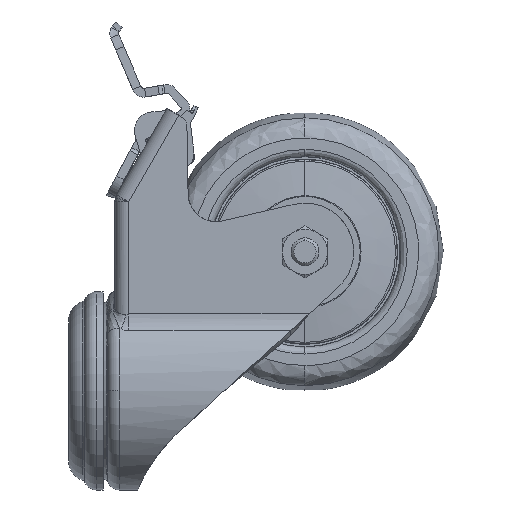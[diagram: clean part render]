
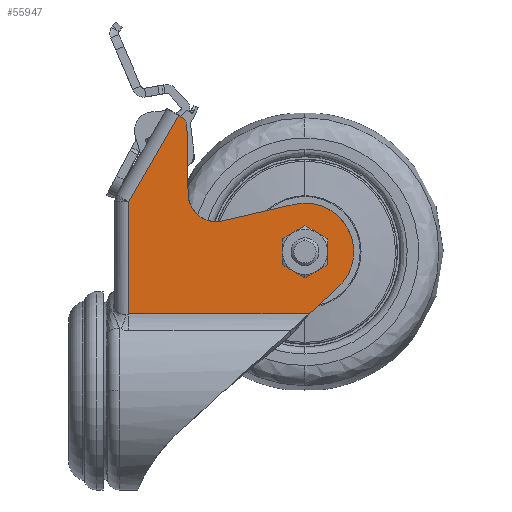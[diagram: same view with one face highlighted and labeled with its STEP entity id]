
A CAD part, left-side view. The second image highlights one B-rep face of the part: STEP entity #55947.
In plain terms, the highlighted planar face has unit normal (-1, 0, 0).
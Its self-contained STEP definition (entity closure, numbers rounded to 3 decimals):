
#935 = CARTESIAN_POINT ( 'NONE',  ( -21., -44.189, 48.871 ) ) ;
#1334 = CARTESIAN_POINT ( 'NONE',  ( -21., -80.63, 33.77 ) ) ;
#3215 = CARTESIAN_POINT ( 'NONE',  ( -21., -17.35, 84. ) ) ;
#3295 = VERTEX_POINT ( 'NONE', #37857 ) ;
#4828 = CARTESIAN_POINT ( 'NONE',  ( -21., -39.504, 49.149 ) ) ;
#4863 = LINE ( 'NONE', #56239, #11458 ) ;
#4919 = EDGE_CURVE ( 'NONE', #6181, #12125, #21331, .T. ) ;
#4932 = ORIENTED_EDGE ( 'NONE', *, *, #4919, .T. ) ;
#5115 = ORIENTED_EDGE ( 'NONE', *, *, #34058, .T. ) ;
#5192 = LINE ( 'NONE', #26213, #55458 ) ;
#5441 = CARTESIAN_POINT ( 'NONE',  ( -21., -42.624, 48.617 ) ) ;
#6181 = VERTEX_POINT ( 'NONE', #19089 ) ;
#6595 = B_SPLINE_CURVE_WITH_KNOTS ( 'NONE', 3,
 ( #43242, #33737, #38690, #1334, #29417, #48400, #43437, #38890, #15524, #10597, #43649, #20105, #34354, #39096, #48593, #20307, #58658 ),
 .UNSPECIFIED., .F., .F.,
 ( 4, 1, 1, 1, 1, 1, 1, 1, 1, 1, 1, 1, 1, 1, 4 ),
 ( 0., 0.003, 0.005, 0.008, 0.01, 0.013, 0.016, 0.018, 0.021, 0.024, 0.026, 0.029, 0.031, 0.034, 0.037 ),
 .UNSPECIFIED. ) ;
#6978 = VERTEX_POINT ( 'NONE', #30115 ) ;
#7242 = VECTOR ( 'NONE', #25031, 1000. ) ;
#8596 = EDGE_CURVE ( 'NONE', #12125, #3295, #6595, .T. ) ;
#9139 = CARTESIAN_POINT ( 'NONE',  ( -21., -33.184, 78.305 ) ) ;
#9514 = CARTESIAN_POINT ( 'NONE',  ( -21., -34.048, 76.203 ) ) ;
#9551 = CARTESIAN_POINT ( 'NONE',  ( -21., -35.015, 53.434 ) ) ;
#9966 = CARTESIAN_POINT ( 'NONE',  ( -21., -34.523, 54.946 ) ) ;
#10303 = B_SPLINE_CURVE_WITH_KNOTS ( 'NONE', 3,
 ( #935, #43238, #5441, #28801, #4828, #14500, #24075, #33732, #9551, #9966, #33127, #24473 ),
 .UNSPECIFIED., .F., .F.,
 ( 4, 1, 1, 1, 1, 1, 1, 1, 1, 4 ),
 ( 0., 0.002, 0.003, 0.005, 0.006, 0.008, 0.009, 0.011, 0.013, 0.014 ),
 .UNSPECIFIED. ) ;
#10597 = CARTESIAN_POINT ( 'NONE',  ( -21., -79.041, 48.742 ) ) ;
#11177 = CARTESIAN_POINT ( 'NONE',  ( -21., -34.391, 56.527 ) ) ;
#11458 = VECTOR ( 'NONE', #26770, 1000. ) ;
#12125 = VERTEX_POINT ( 'NONE', #33453 ) ;
#14497 = CARTESIAN_POINT ( 'NONE',  ( -21., -32.548, 78.749 ) ) ;
#14500 = CARTESIAN_POINT ( 'NONE',  ( -21., -38.083, 49.862 ) ) ;
#14997 = ORIENTED_EDGE ( 'NONE', *, *, #16620, .T. ) ;
#15288 = VERTEX_POINT ( 'NONE', #37513 ) ;
#15524 = CARTESIAN_POINT ( 'NONE',  ( -21., -80.48, 46.524 ) ) ;
#15868 = LINE ( 'NONE', #34657, #60167 ) ;
#16481 = DIRECTION ( 'NONE',  ( 0., 0.866, 0.5 ) ) ;
#16620 = EDGE_CURVE ( 'NONE', #38181, #61196, #4863, .T. ) ;
#17076 = DIRECTION ( 'NONE',  ( 0., 0.974, -0.225 ) ) ;
#17419 = PLANE ( 'NONE',  #49166 ) ;
#19089 = CARTESIAN_POINT ( 'NONE',  ( -21., -69.172, 22.164 ) ) ;
#20105 = CARTESIAN_POINT ( 'NONE',  ( -21., -75.06, 52.185 ) ) ;
#20152 = FACE_OUTER_BOUND ( 'NONE', #30706, .T. ) ;
#20307 = CARTESIAN_POINT ( 'NONE',  ( -21., -65.706, 53.839 ) ) ;
#20586 = VECTOR ( 'NONE', #16481, 1000. ) ;
#21331 = LINE ( 'NONE', #33271, #7242 ) ;
#21520 = ORIENTED_EDGE ( 'NONE', *, *, #8596, .T. ) ;
#21867 = DIRECTION ( 'NONE',  ( 0., -1., 0. ) ) ;
#22404 = DIRECTION ( 'NONE',  ( -1., 0., 0. ) ) ;
#23025 = VERTEX_POINT ( 'NONE', #11177 ) ;
#23253 = CARTESIAN_POINT ( 'NONE',  ( -21., -32.771, 78.62 ) ) ;
#24075 = CARTESIAN_POINT ( 'NONE',  ( -21., -36.83, 50.841 ) ) ;
#24142 = EDGE_CURVE ( 'NONE', #23025, #50903, #58828, .T. ) ;
#24473 = CARTESIAN_POINT ( 'NONE',  ( -21., -34.391, 56.527 ) ) ;
#24693 = EDGE_CURVE ( 'NONE', #6978, #6181, #15868, .T. ) ;
#25031 = DIRECTION ( 'NONE',  ( 0., -0.741, 0.672 ) ) ;
#25389 = EDGE_CURVE ( 'NONE', #50903, #15288, #45603, .T. ) ;
#26213 = CARTESIAN_POINT ( 'NONE',  ( -21., -64.851, 53.641 ) ) ;
#26639 = CARTESIAN_POINT ( 'NONE',  ( -21., -17.35, 54.425 ) ) ;
#26770 = DIRECTION ( 'NONE',  ( 0., 0.5, -0.866 ) ) ;
#27189 = CARTESIAN_POINT ( 'NONE',  ( -21., -34.043, 76.46 ) ) ;
#27984 = ORIENTED_EDGE ( 'NONE', *, *, #42959, .T. ) ;
#28801 = CARTESIAN_POINT ( 'NONE',  ( -21., -41.038, 48.728 ) ) ;
#29417 = CARTESIAN_POINT ( 'NONE',  ( -21., -81.571, 36.24 ) ) ;
#30115 = CARTESIAN_POINT ( 'NONE',  ( -21., -17.35, 22.164 ) ) ;
#30706 = EDGE_LOOP ( 'NONE', ( #27984, #14997, #51012, #31589, #4932, #21520, #52598, #5115, #32071, #57348 ) ) ;
#31290 = CARTESIAN_POINT ( 'NONE',  ( -21., -13.35, 84. ) ) ;
#31589 = ORIENTED_EDGE ( 'NONE', *, *, #24693, .T. ) ;
#31679 = DIRECTION ( 'NONE',  ( 0., 0., 1. ) ) ;
#32071 = ORIENTED_EDGE ( 'NONE', *, *, #24142, .T. ) ;
#33127 = CARTESIAN_POINT ( 'NONE',  ( -21., -34.4, 55.999 ) ) ;
#33271 = CARTESIAN_POINT ( 'NONE',  ( -21., -69.172, 22.164 ) ) ;
#33453 = CARTESIAN_POINT ( 'NONE',  ( -21., -77.404, 29.629 ) ) ;
#33732 = CARTESIAN_POINT ( 'NONE',  ( -21., -35.794, 52.047 ) ) ;
#33737 = CARTESIAN_POINT ( 'NONE',  ( -21., -78.054, 30.218 ) ) ;
#34058 = EDGE_CURVE ( 'NONE', #48165, #23025, #10303, .T. ) ;
#34354 = CARTESIAN_POINT ( 'NONE',  ( -21., -72.658, 53.29 ) ) ;
#34657 = CARTESIAN_POINT ( 'NONE',  ( -21., -16.314, 22.164 ) ) ;
#34860 = EDGE_CURVE ( 'NONE', #3295, #48165, #5192, .T. ) ;
#37513 = CARTESIAN_POINT ( 'NONE',  ( -21., -32.548, 78.749 ) ) ;
#37656 = CARTESIAN_POINT ( 'NONE',  ( -21., -33.968, 76.974 ) ) ;
#37781 = LINE ( 'NONE', #3215, #54787 ) ;
#37857 = CARTESIAN_POINT ( 'NONE',  ( -21., -64.851, 53.641 ) ) ;
#38181 = VERTEX_POINT ( 'NONE', #42695 ) ;
#38690 = CARTESIAN_POINT ( 'NONE',  ( -21., -79.243, 31.519 ) ) ;
#38890 = CARTESIAN_POINT ( 'NONE',  ( -21., -81.48, 44.077 ) ) ;
#39096 = CARTESIAN_POINT ( 'NONE',  ( -21., -70.092, 53.926 ) ) ;
#39872 = EDGE_CURVE ( 'NONE', #61196, #6978, #37781, .T. ) ;
#42695 = CARTESIAN_POINT ( 'NONE',  ( -21., -31.682, 79.249 ) ) ;
#42959 = EDGE_CURVE ( 'NONE', #15288, #38181, #45717, .T. ) ;
#43238 = CARTESIAN_POINT ( 'NONE',  ( -21., -43.676, 48.753 ) ) ;
#43242 = CARTESIAN_POINT ( 'NONE',  ( -21., -77.404, 29.629 ) ) ;
#43437 = CARTESIAN_POINT ( 'NONE',  ( -21., -82.004, 41.486 ) ) ;
#43649 = CARTESIAN_POINT ( 'NONE',  ( -21., -77.213, 50.651 ) ) ;
#45603 = B_SPLINE_CURVE_WITH_KNOTS ( 'NONE', 3,
 ( #55453, #27189, #37656, #61168, #9139, #23253, #14497 ),
 .UNSPECIFIED., .F., .F.,
 ( 4, 1, 1, 1, 4 ),
 ( 0., 0.001, 0.002, 0.002, 0.003 ),
 .UNSPECIFIED. ) ;
#45717 = LINE ( 'NONE', #54494, #20586 ) ;
#48165 = VERTEX_POINT ( 'NONE', #48249 ) ;
#48249 = CARTESIAN_POINT ( 'NONE',  ( -21., -44.189, 48.871 ) ) ;
#48400 = CARTESIAN_POINT ( 'NONE',  ( -21., -82.035, 38.843 ) ) ;
#48593 = CARTESIAN_POINT ( 'NONE',  ( -21., -67.452, 54.072 ) ) ;
#49166 = AXIS2_PLACEMENT_3D ( 'NONE', #31290, #22404, #31679 ) ;
#50470 = DIRECTION ( 'NONE',  ( 0., 0., -1. ) ) ;
#50741 = VECTOR ( 'NONE', #53548, 1000. ) ;
#50903 = VERTEX_POINT ( 'NONE', #9514 ) ;
#51012 = ORIENTED_EDGE ( 'NONE', *, *, #39872, .T. ) ;
#52598 = ORIENTED_EDGE ( 'NONE', *, *, #34860, .T. ) ;
#53548 = DIRECTION ( 'NONE',  ( 0., 0.017, 1. ) ) ;
#54494 = CARTESIAN_POINT ( 'NONE',  ( -21., -30.383, 79.999 ) ) ;
#54787 = VECTOR ( 'NONE', #50470, 1000. ) ;
#55453 = CARTESIAN_POINT ( 'NONE',  ( -21., -34.048, 76.203 ) ) ;
#55458 = VECTOR ( 'NONE', #17076, 1000. ) ;
#55947 = ADVANCED_FACE ( 'NONE', ( #20152 ), #17419, .T. ) ;
#56239 = CARTESIAN_POINT ( 'NONE',  ( -21., -31.682, 79.249 ) ) ;
#57348 = ORIENTED_EDGE ( 'NONE', *, *, #25389, .T. ) ;
#58453 = CARTESIAN_POINT ( 'NONE',  ( -21., -34.391, 56.527 ) ) ;
#58658 = CARTESIAN_POINT ( 'NONE',  ( -21., -64.851, 53.641 ) ) ;
#58828 = LINE ( 'NONE', #58453, #50741 ) ;
#60167 = VECTOR ( 'NONE', #21867, 1000. ) ;
#61168 = CARTESIAN_POINT ( 'NONE',  ( -21., -33.662, 77.69 ) ) ;
#61196 = VERTEX_POINT ( 'NONE', #26639 ) ;
